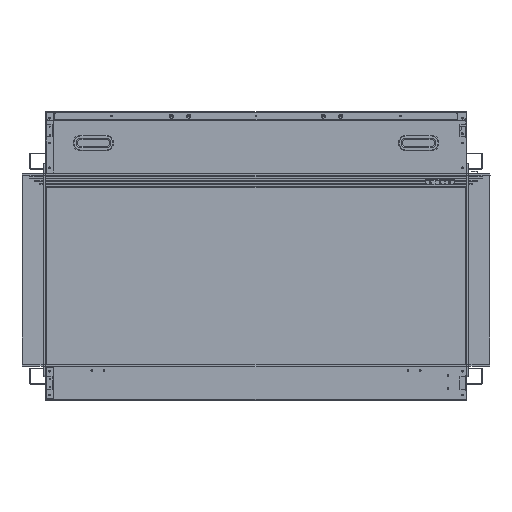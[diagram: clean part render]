
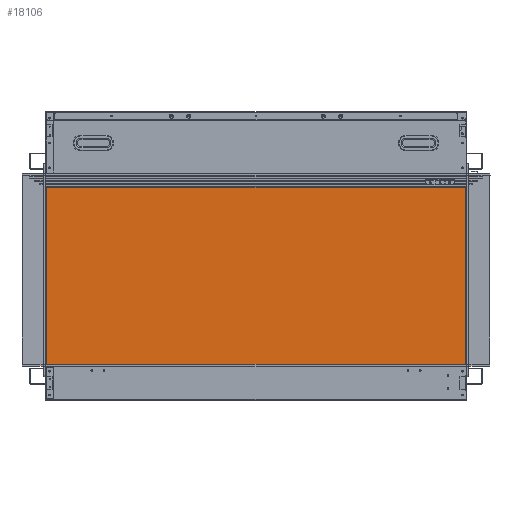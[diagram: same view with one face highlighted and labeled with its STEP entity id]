
A CAD part, top view. The second image highlights one B-rep face of the part: STEP entity #18106.
In plain terms, the highlighted planar face has unit normal (0, 0, 1).
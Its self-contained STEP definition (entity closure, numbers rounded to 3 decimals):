
#53 = VECTOR ( 'NONE', #53391, 1000. ) ;
#1837 = PLANE ( 'NONE',  #36636 ) ;
#4683 = LINE ( 'NONE', #54019, #26832 ) ;
#4887 = VECTOR ( 'NONE', #58558, 1000. ) ;
#7150 = VERTEX_POINT ( 'NONE', #38319 ) ;
#7630 = CARTESIAN_POINT ( 'NONE',  ( 507., 516.9, 330. ) ) ;
#13834 = EDGE_CURVE ( 'NONE', #28298, #42759, #54682, .T. ) ;
#18106 = ADVANCED_FACE ( 'NONE', ( #59505 ), #1837, .T. ) ;
#18322 = EDGE_LOOP ( 'NONE', ( #49182, #56718, #32898, #54550 ) ) ;
#22244 = CARTESIAN_POINT ( 'NONE',  ( -507., 77.5, 330. ) ) ;
#25096 = VECTOR ( 'NONE', #27511, 1000. ) ;
#26832 = VECTOR ( 'NONE', #48614, 1000. ) ;
#27198 = CARTESIAN_POINT ( 'NONE',  ( 0., 516.9, 330. ) ) ;
#27511 = DIRECTION ( 'NONE',  ( -1., 0., 0. ) ) ;
#28298 = VERTEX_POINT ( 'NONE', #30324 ) ;
#30324 = CARTESIAN_POINT ( 'NONE',  ( -507., 516.9, 330. ) ) ;
#31468 = VERTEX_POINT ( 'NONE', #7630 ) ;
#32898 = ORIENTED_EDGE ( 'NONE', *, *, #13834, .T. ) ;
#35261 = CARTESIAN_POINT ( 'NONE',  ( 0., 76.5, 330. ) ) ;
#36636 = AXIS2_PLACEMENT_3D ( 'NONE', #35261, #54693, #43361 ) ;
#38244 = CARTESIAN_POINT ( 'NONE',  ( -507., 76.5, 330. ) ) ;
#38319 = CARTESIAN_POINT ( 'NONE',  ( 507., 77.5, 330. ) ) ;
#38830 = EDGE_CURVE ( 'NONE', #42759, #7150, #4683, .T. ) ;
#42759 = VERTEX_POINT ( 'NONE', #22244 ) ;
#43361 = DIRECTION ( 'NONE',  ( 1., 0., 0. ) ) ;
#43608 = EDGE_CURVE ( 'NONE', #31468, #28298, #62246, .T. ) ;
#44149 = CARTESIAN_POINT ( 'NONE',  ( 507., 76.5, 330. ) ) ;
#48614 = DIRECTION ( 'NONE',  ( 1., 0., 0. ) ) ;
#49182 = ORIENTED_EDGE ( 'NONE', *, *, #53796, .T. ) ;
#49536 = LINE ( 'NONE', #44149, #53 ) ;
#53391 = DIRECTION ( 'NONE',  ( 0., 1., 0. ) ) ;
#53796 = EDGE_CURVE ( 'NONE', #7150, #31468, #49536, .T. ) ;
#54019 = CARTESIAN_POINT ( 'NONE',  ( 0., 77.5, 330. ) ) ;
#54550 = ORIENTED_EDGE ( 'NONE', *, *, #38830, .T. ) ;
#54682 = LINE ( 'NONE', #38244, #4887 ) ;
#54693 = DIRECTION ( 'NONE',  ( 0., 0., 1. ) ) ;
#56718 = ORIENTED_EDGE ( 'NONE', *, *, #43608, .T. ) ;
#58558 = DIRECTION ( 'NONE',  ( 0., -1., 0. ) ) ;
#59505 = FACE_OUTER_BOUND ( 'NONE', #18322, .T. ) ;
#62246 = LINE ( 'NONE', #27198, #25096 ) ;
